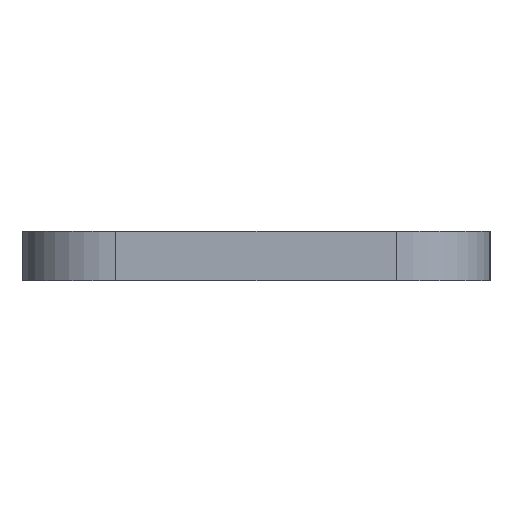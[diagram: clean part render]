
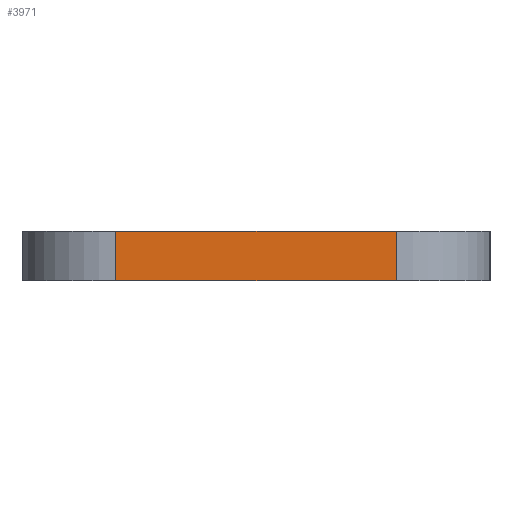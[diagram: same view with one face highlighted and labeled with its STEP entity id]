
A CAD part, left-side view. The second image highlights one B-rep face of the part: STEP entity #3971.
In plain terms, the highlighted planar face has unit normal (-1, 0, 0).
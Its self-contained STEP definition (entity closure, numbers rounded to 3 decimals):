
#83 = PLANE('',#84);
#84 = AXIS2_PLACEMENT_3D('',#85,#86,#87);
#85 = CARTESIAN_POINT('',(0.,0.,1.6));
#86 = DIRECTION('',(-0.,-0.,-1.));
#87 = DIRECTION('',(-1.,0.,0.));
#137 = PLANE('',#138);
#138 = AXIS2_PLACEMENT_3D('',#139,#140,#141);
#139 = CARTESIAN_POINT('',(0.,0.,0.));
#140 = DIRECTION('',(-0.,-0.,-1.));
#141 = DIRECTION('',(-1.,0.,0.));
#170 = CYLINDRICAL_SURFACE('',#171,3.);
#171 = AXIS2_PLACEMENT_3D('',#172,#173,#174);
#172 = CARTESIAN_POINT('',(-42.5,4.5,0.));
#173 = DIRECTION('',(-0.,-0.,-1.));
#174 = DIRECTION('',(1.,0.,-0.));
#480 = VERTEX_POINT('',#481);
#481 = CARTESIAN_POINT('',(-45.5,-4.5,0.));
#500 = CYLINDRICAL_SURFACE('',#501,3.);
#501 = AXIS2_PLACEMENT_3D('',#502,#503,#504);
#502 = CARTESIAN_POINT('',(-42.5,-4.5,0.));
#503 = DIRECTION('',(-0.,-0.,-1.));
#504 = DIRECTION('',(1.,0.,-0.));
#512 = EDGE_CURVE('',#480,#513,#515,.T.);
#513 = VERTEX_POINT('',#514);
#514 = CARTESIAN_POINT('',(-45.5,4.5,0.));
#515 = SURFACE_CURVE('',#516,(#520,#527),.PCURVE_S1.);
#516 = LINE('',#517,#518);
#517 = CARTESIAN_POINT('',(-45.5,-4.5,0.));
#518 = VECTOR('',#519,1.);
#519 = DIRECTION('',(0.,1.,0.));
#520 = PCURVE('',#137,#521);
#521 = DEFINITIONAL_REPRESENTATION('',(#522),#526);
#522 = LINE('',#523,#524);
#523 = CARTESIAN_POINT('',(45.5,-4.5));
#524 = VECTOR('',#525,1.);
#525 = DIRECTION('',(0.,1.));
#526 = ( GEOMETRIC_REPRESENTATION_CONTEXT(2) 
PARAMETRIC_REPRESENTATION_CONTEXT() REPRESENTATION_CONTEXT('2D SPACE',''
  ) );
#527 = PCURVE('',#528,#533);
#528 = PLANE('',#529);
#529 = AXIS2_PLACEMENT_3D('',#530,#531,#532);
#530 = CARTESIAN_POINT('',(-45.5,-4.5,0.));
#531 = DIRECTION('',(-1.,0.,0.));
#532 = DIRECTION('',(0.,1.,0.));
#533 = DEFINITIONAL_REPRESENTATION('',(#534),#538);
#534 = LINE('',#535,#536);
#535 = CARTESIAN_POINT('',(0.,0.));
#536 = VECTOR('',#537,1.);
#537 = DIRECTION('',(1.,0.));
#538 = ( GEOMETRIC_REPRESENTATION_CONTEXT(2) 
PARAMETRIC_REPRESENTATION_CONTEXT() REPRESENTATION_CONTEXT('2D SPACE',''
  ) );
#2401 = VERTEX_POINT('',#2402);
#2402 = CARTESIAN_POINT('',(-45.5,-4.5,1.6));
#2428 = EDGE_CURVE('',#2401,#2429,#2431,.T.);
#2429 = VERTEX_POINT('',#2430);
#2430 = CARTESIAN_POINT('',(-45.5,4.5,1.6));
#2431 = SURFACE_CURVE('',#2432,(#2436,#2443),.PCURVE_S1.);
#2432 = LINE('',#2433,#2434);
#2433 = CARTESIAN_POINT('',(-45.5,-4.5,1.6));
#2434 = VECTOR('',#2435,1.);
#2435 = DIRECTION('',(0.,1.,0.));
#2436 = PCURVE('',#83,#2437);
#2437 = DEFINITIONAL_REPRESENTATION('',(#2438),#2442);
#2438 = LINE('',#2439,#2440);
#2439 = CARTESIAN_POINT('',(45.5,-4.5));
#2440 = VECTOR('',#2441,1.);
#2441 = DIRECTION('',(0.,1.));
#2442 = ( GEOMETRIC_REPRESENTATION_CONTEXT(2) 
PARAMETRIC_REPRESENTATION_CONTEXT() REPRESENTATION_CONTEXT('2D SPACE',''
  ) );
#2443 = PCURVE('',#528,#2444);
#2444 = DEFINITIONAL_REPRESENTATION('',(#2445),#2449);
#2445 = LINE('',#2446,#2447);
#2446 = CARTESIAN_POINT('',(0.,-1.6));
#2447 = VECTOR('',#2448,1.);
#2448 = DIRECTION('',(1.,0.));
#2449 = ( GEOMETRIC_REPRESENTATION_CONTEXT(2) 
PARAMETRIC_REPRESENTATION_CONTEXT() REPRESENTATION_CONTEXT('2D SPACE',''
  ) );
#3923 = EDGE_CURVE('',#513,#2429,#3924,.T.);
#3924 = SURFACE_CURVE('',#3925,(#3929,#3936),.PCURVE_S1.);
#3925 = LINE('',#3926,#3927);
#3926 = CARTESIAN_POINT('',(-45.5,4.5,0.));
#3927 = VECTOR('',#3928,1.);
#3928 = DIRECTION('',(0.,0.,1.));
#3929 = PCURVE('',#170,#3930);
#3930 = DEFINITIONAL_REPRESENTATION('',(#3931),#3935);
#3931 = LINE('',#3932,#3933);
#3932 = CARTESIAN_POINT('',(-3.142,0.));
#3933 = VECTOR('',#3934,1.);
#3934 = DIRECTION('',(-0.,-1.));
#3935 = ( GEOMETRIC_REPRESENTATION_CONTEXT(2) 
PARAMETRIC_REPRESENTATION_CONTEXT() REPRESENTATION_CONTEXT('2D SPACE',''
  ) );
#3936 = PCURVE('',#528,#3937);
#3937 = DEFINITIONAL_REPRESENTATION('',(#3938),#3942);
#3938 = LINE('',#3939,#3940);
#3939 = CARTESIAN_POINT('',(9.,0.));
#3940 = VECTOR('',#3941,1.);
#3941 = DIRECTION('',(0.,-1.));
#3942 = ( GEOMETRIC_REPRESENTATION_CONTEXT(2) 
PARAMETRIC_REPRESENTATION_CONTEXT() REPRESENTATION_CONTEXT('2D SPACE',''
  ) );
#3971 = ADVANCED_FACE('',(#3972),#528,.T.);
#3972 = FACE_BOUND('',#3973,.T.);
#3973 = EDGE_LOOP('',(#3974,#3995,#3996,#3997));
#3974 = ORIENTED_EDGE('',*,*,#3975,.T.);
#3975 = EDGE_CURVE('',#480,#2401,#3976,.T.);
#3976 = SURFACE_CURVE('',#3977,(#3981,#3988),.PCURVE_S1.);
#3977 = LINE('',#3978,#3979);
#3978 = CARTESIAN_POINT('',(-45.5,-4.5,0.));
#3979 = VECTOR('',#3980,1.);
#3980 = DIRECTION('',(0.,0.,1.));
#3981 = PCURVE('',#528,#3982);
#3982 = DEFINITIONAL_REPRESENTATION('',(#3983),#3987);
#3983 = LINE('',#3984,#3985);
#3984 = CARTESIAN_POINT('',(0.,0.));
#3985 = VECTOR('',#3986,1.);
#3986 = DIRECTION('',(0.,-1.));
#3987 = ( GEOMETRIC_REPRESENTATION_CONTEXT(2) 
PARAMETRIC_REPRESENTATION_CONTEXT() REPRESENTATION_CONTEXT('2D SPACE',''
  ) );
#3988 = PCURVE('',#500,#3989);
#3989 = DEFINITIONAL_REPRESENTATION('',(#3990),#3994);
#3990 = LINE('',#3991,#3992);
#3991 = CARTESIAN_POINT('',(-3.142,0.));
#3992 = VECTOR('',#3993,1.);
#3993 = DIRECTION('',(-0.,-1.));
#3994 = ( GEOMETRIC_REPRESENTATION_CONTEXT(2) 
PARAMETRIC_REPRESENTATION_CONTEXT() REPRESENTATION_CONTEXT('2D SPACE',''
  ) );
#3995 = ORIENTED_EDGE('',*,*,#2428,.T.);
#3996 = ORIENTED_EDGE('',*,*,#3923,.F.);
#3997 = ORIENTED_EDGE('',*,*,#512,.F.);
